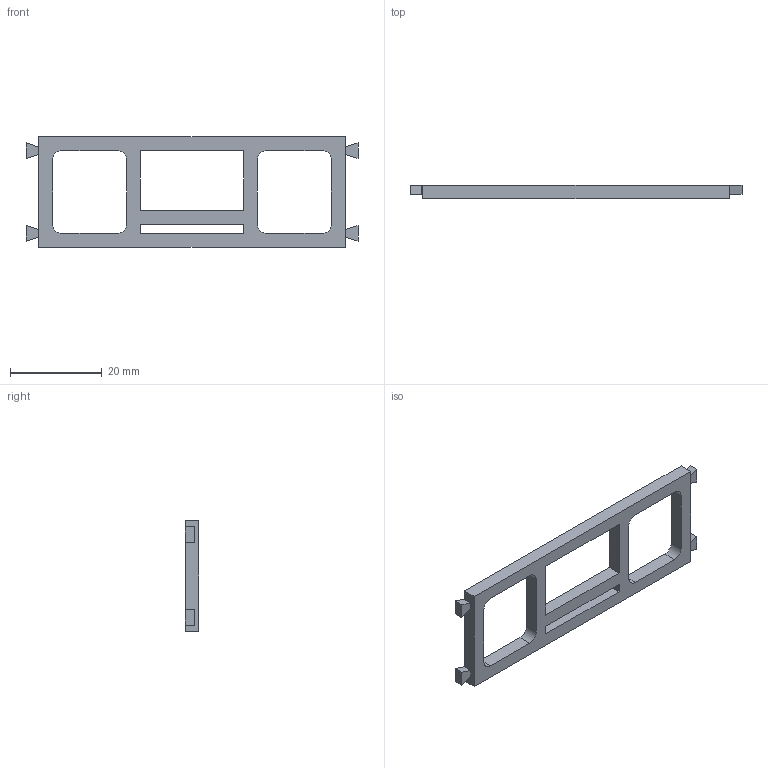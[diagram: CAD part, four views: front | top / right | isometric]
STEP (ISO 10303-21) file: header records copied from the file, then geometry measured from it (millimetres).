
FILE_DESCRIPTION(/* description */ (''),/* implementation_level */ '2;1');
FILE_NAME(/* name */ '5a522310-7fe6-443f-8dd3-90e18f08a3fd.stp',/* time_stamp */ '2019-01-08T13:40:11+00:00',/* author */ (''),/* organization */ (''),/* preprocessor_version */ 'ST-DEVELOPER v17.2',/* originating_system */ 'Autodesk Translation Framework v7.6.0.251',/* authorisation */ '');
FILE_SCHEMA (('AUTOMOTIVE_DESIGN { 1 0 10303 214 3 1 1 }'));
Length unit declared in the file: millimetre
Products named in the file (1): tail servo mount other side
Bounding box: 72.3 x 3 x 24 mm (x, y, z)
Volume: 2127.9 mm3; surface area: 2792.3 mm2
Topology: 1 solids, 1 shells, 47 faces, 135 edges, 90 vertices
Faces by surface type: plane 39, cylinder 8
Entity records: 1581 total; most frequent: CARTESIAN_POINT 273, ORIENTED_EDGE 270, DIRECTION 247, EDGE_CURVE 135, LINE 119, VECTOR 119, VERTEX_POINT 90, AXIS2_PLACEMENT_3D 64
